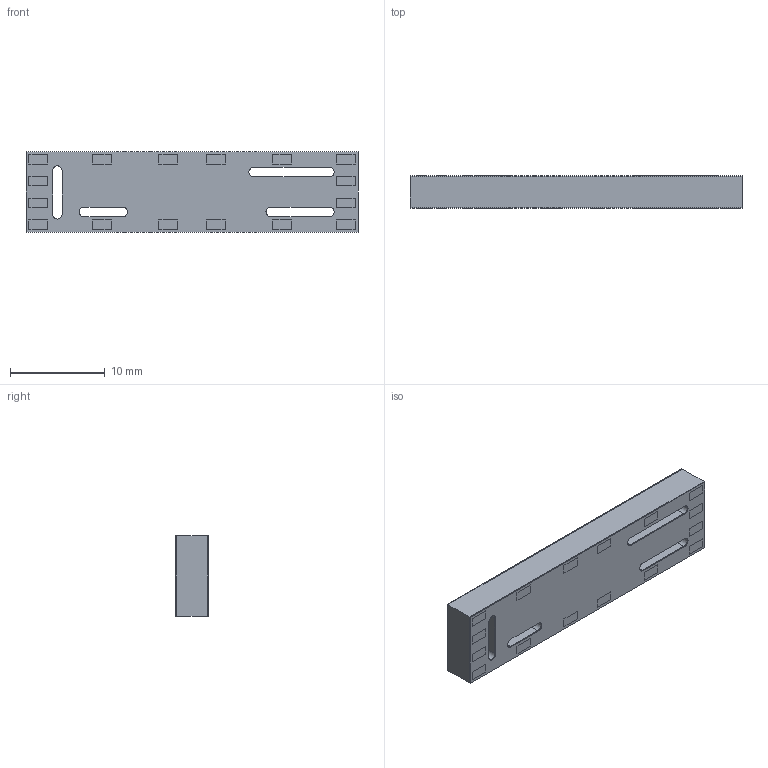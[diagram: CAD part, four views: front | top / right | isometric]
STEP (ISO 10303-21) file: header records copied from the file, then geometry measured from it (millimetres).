
FILE_DESCRIPTION (( 'STEP AP214' ), '1' );
FILE_NAME ('SR4L002.STEP', '2023-09-15T04:56:57', ( '' ), ( '' ), 'SwSTEP 2.0', 'SolidWorks 2022', '' );
FILE_SCHEMA (( 'AUTOMOTIVE_DESIGN' ));
Length unit declared in the file: millimetre
Products named in the file (1): SR4L002
Bounding box: 35 x 3.4 x 8.5 mm (x, y, z)
Volume: 923 mm3; surface area: 2181.2 mm2
Topology: 20 solids, 20 shells, 315 faces, 777 edges, 518 vertices
Faces by surface type: plane 284, cylinder 31
Entity records: 9494 total; most frequent: CARTESIAN_POINT 1611, ORIENTED_EDGE 1554, DIRECTION 1471, EDGE_CURVE 777, VECTOR 715, LINE 715, VERTEX_POINT 518, EDGE_LOOP 389
